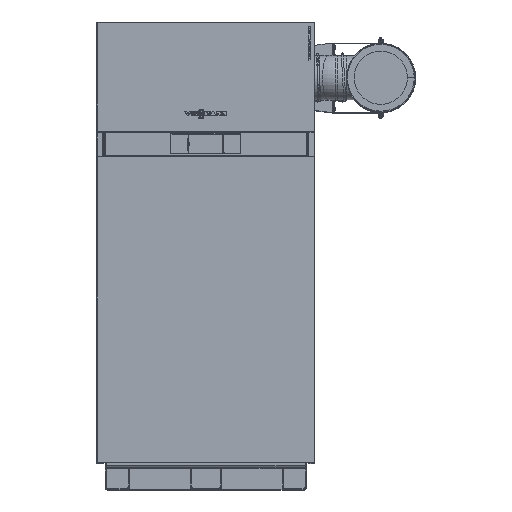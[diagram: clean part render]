
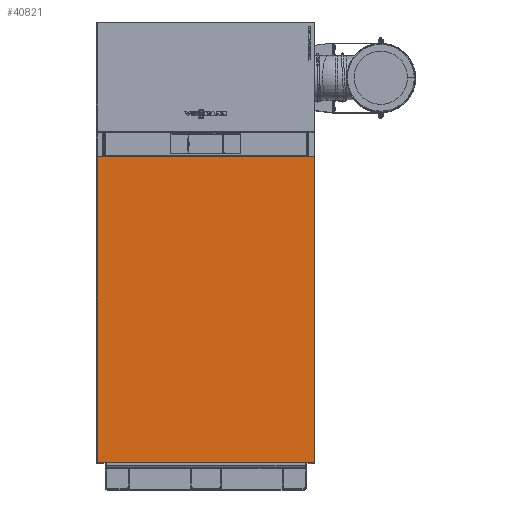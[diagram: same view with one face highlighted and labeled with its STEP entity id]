
A CAD part, top view. The second image highlights one B-rep face of the part: STEP entity #40821.
In plain terms, the highlighted planar face has unit normal (0, 0, 1).
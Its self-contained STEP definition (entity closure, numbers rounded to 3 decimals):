
#2823=FACE_OUTER_BOUND('',#4526,.T.);
#4526=EDGE_LOOP('',(#35172,#35173,#35174,#35175,#35176,#35177,#35178,#35179));
#10055=LINE('',#70603,#14380);
#10103=LINE('',#70807,#14428);
#10104=LINE('',#70809,#14429);
#10105=LINE('',#70811,#14430);
#10106=LINE('',#70813,#14431);
#10107=LINE('',#70814,#14432);
#10108=LINE('',#70816,#14433);
#10109=LINE('',#70817,#14434);
#14380=VECTOR('',#54616,0.039);
#14428=VECTOR('',#54792,0.039);
#14429=VECTOR('',#54793,0.039);
#14430=VECTOR('',#54794,0.039);
#14431=VECTOR('',#54795,0.039);
#14432=VECTOR('',#54796,0.039);
#14433=VECTOR('',#54797,0.039);
#14434=VECTOR('',#54798,0.039);
#19388=VERTEX_POINT('',#70600);
#19389=VERTEX_POINT('',#70602);
#19446=VERTEX_POINT('',#70805);
#19447=VERTEX_POINT('',#70806);
#19448=VERTEX_POINT('',#70808);
#19449=VERTEX_POINT('',#70810);
#19450=VERTEX_POINT('',#70812);
#19451=VERTEX_POINT('',#70815);
#25825=EDGE_CURVE('',#19389,#19388,#10055,.T.);
#25916=EDGE_CURVE('',#19446,#19447,#10103,.T.);
#25917=EDGE_CURVE('',#19446,#19448,#10104,.T.);
#25918=EDGE_CURVE('',#19449,#19448,#10105,.T.);
#25919=EDGE_CURVE('',#19450,#19449,#10106,.T.);
#25920=EDGE_CURVE('',#19389,#19450,#10107,.T.);
#25921=EDGE_CURVE('',#19451,#19388,#10108,.T.);
#25922=EDGE_CURVE('',#19447,#19451,#10109,.T.);
#35172=ORIENTED_EDGE('',*,*,#25916,.F.);
#35173=ORIENTED_EDGE('',*,*,#25917,.T.);
#35174=ORIENTED_EDGE('',*,*,#25918,.F.);
#35175=ORIENTED_EDGE('',*,*,#25919,.F.);
#35176=ORIENTED_EDGE('',*,*,#25920,.F.);
#35177=ORIENTED_EDGE('',*,*,#25825,.T.);
#35178=ORIENTED_EDGE('',*,*,#25921,.F.);
#35179=ORIENTED_EDGE('',*,*,#25922,.F.);
#37555=PLANE('',#44606);
#40821=ADVANCED_FACE('',(#2823),#37555,.T.);
#44606=AXIS2_PLACEMENT_3D('',#70804,#54790,#54791);
#54616=DIRECTION('',(0.,-1.,0.));
#54790=DIRECTION('center_axis',(0.,0.,
1.));
#54791=DIRECTION('ref_axis',(1.,0.,0.));
#54792=DIRECTION('',(-1.,0.,0.));
#54793=DIRECTION('',(0.,1.,0.));
#54794=DIRECTION('',(1.,0.,0.));
#54795=DIRECTION('',(1.,0.,0.));
#54796=DIRECTION('',(1.,0.,0.));
#54797=DIRECTION('',(-1.,0.,0.));
#54798=DIRECTION('',(-1.,0.,0.));
#70600=CARTESIAN_POINT('',(-48.276,-5.874,65.269));
#70602=CARTESIAN_POINT('',(-48.276,49.048,65.269));
#70603=CARTESIAN_POINT('',(-48.276,49.087,65.269));
#70804=CARTESIAN_POINT('Origin',(-9.182,-5.913,65.269));
#70805=CARTESIAN_POINT('',(-9.221,-5.874,65.269));
#70806=CARTESIAN_POINT('',(-9.221,-5.874,65.269));
#70807=CARTESIAN_POINT('',(-48.276,-5.874,65.269));
#70808=CARTESIAN_POINT('',(-9.221,49.048,65.269));
#70809=CARTESIAN_POINT('',(-9.221,-5.913,65.269));
#70810=CARTESIAN_POINT('',(-9.221,49.048,65.269));
#70811=CARTESIAN_POINT('',(-9.221,49.048,65.269));
#70812=CARTESIAN_POINT('',(-48.276,49.048,65.269));
#70813=CARTESIAN_POINT('',(-48.276,49.048,65.269));
#70814=CARTESIAN_POINT('',(-9.221,49.048,65.269));
#70815=CARTESIAN_POINT('',(-48.276,-5.874,65.269));
#70816=CARTESIAN_POINT('',(-48.276,-5.874,65.269));
#70817=CARTESIAN_POINT('',(-9.221,-5.874,65.269));
